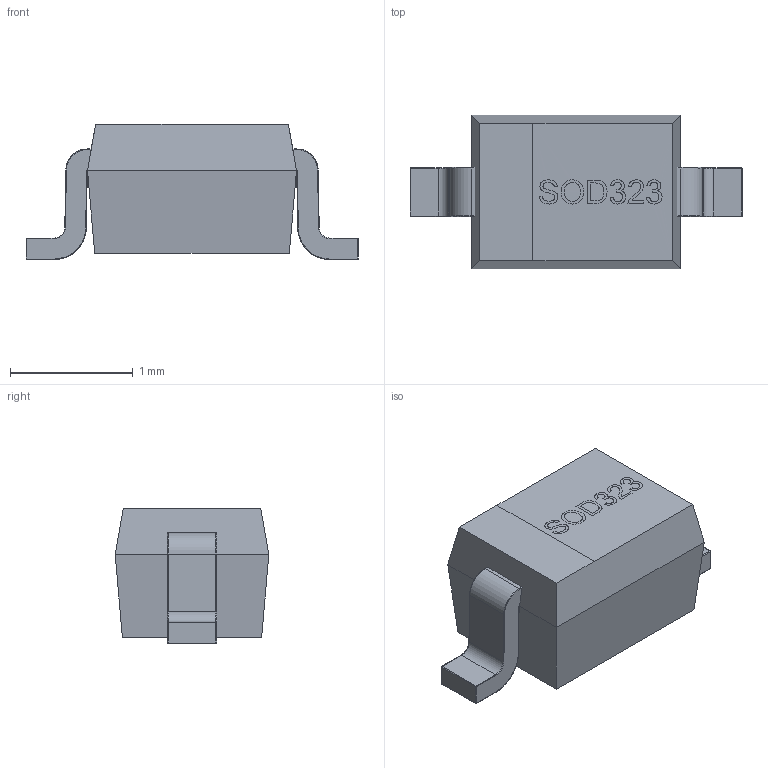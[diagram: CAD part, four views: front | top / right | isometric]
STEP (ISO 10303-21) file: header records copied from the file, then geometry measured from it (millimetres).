
FILE_DESCRIPTION(('FreeCAD Model'),'2;1');
FILE_NAME( 'User Library-SOD2513X11.step', '2016-10-12T10:56:21',('Author'),(''), 'Open CASCADE STEP processor 6.8','FreeCAD','Unknown');
FILE_SCHEMA(('AUTOMOTIVE_DESIGN_CC2 { 1 2 10303 214 -1 1 5 4 }'));
Length unit declared in the file: millimetre
Products named in the file (1): User_Library-SOD2513X11
Bounding box: 2.7 x 1.25 x 1.1 mm (x, y, z)
Volume: 2.2 mm3; surface area: 12.1 mm2
Topology: 1 solids, 1 shells, 91 faces, 322 edges, 233 vertices
Faces by surface type: plane 37, cylinder 34, bspline 20
Entity records: 13446 total; most frequent: CARTESIAN_POINT 7863, ORIENTED_EDGE 628, PCURVE 628, DEFINITIONAL_REPRESENTATION 628, B_SPLINE_CURVE_WITH_KNOTS 616, DIRECTION 514, EDGE_CURVE 314, SURFACE_CURVE 314
